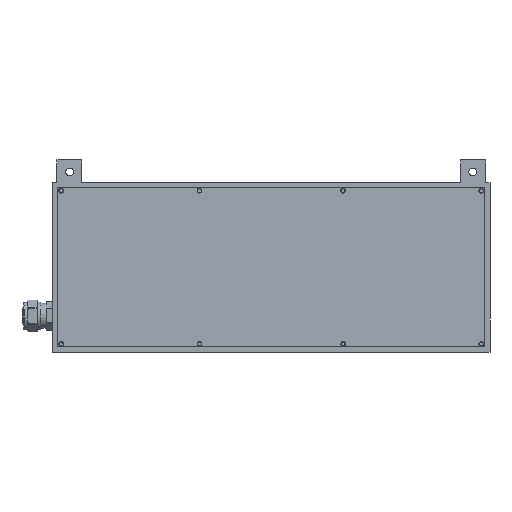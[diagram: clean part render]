
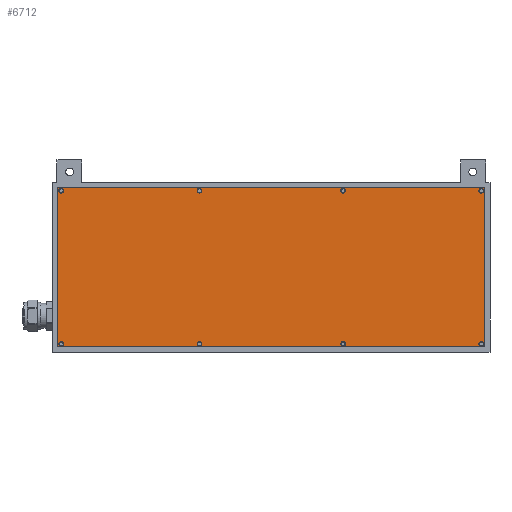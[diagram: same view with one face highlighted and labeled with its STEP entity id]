
A CAD part, top view. The second image highlights one B-rep face of the part: STEP entity #6712.
In plain terms, the highlighted planar face has unit normal (0, 0, 1).
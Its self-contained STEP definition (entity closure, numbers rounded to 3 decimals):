
#6712=ADVANCED_FACE('',(#6748,#6750,#6752,#6754,#6756,#6758,#6760,#6762,#6764),#6766,
.T.);
#6748=FACE_BOUND('',#6749,.T.);
#6749=EDGE_LOOP('',(#6867));
#6750=FACE_BOUND('',#6751,.T.);
#6751=EDGE_LOOP('',(#6868));
#6752=FACE_BOUND('',#6753,.T.);
#6753=EDGE_LOOP('',(#6869));
#6754=FACE_BOUND('',#6755,.T.);
#6755=EDGE_LOOP('',(#6870));
#6756=FACE_BOUND('',#6757,.T.);
#6757=EDGE_LOOP('',(#6871));
#6758=FACE_BOUND('',#6759,.T.);
#6759=EDGE_LOOP('',(#6872));
#6760=FACE_BOUND('',#6761,.T.);
#6761=EDGE_LOOP('',(#6873));
#6762=FACE_BOUND('',#6763,.T.);
#6763=EDGE_LOOP('',(#6874));
#6764=FACE_OUTER_BOUND('',#6765,.T.);
#6765=EDGE_LOOP('',(#6875,#6876,#6877,#6878));
#6766=PLANE('',#6767);
#6767=AXIS2_PLACEMENT_3D('',#6768,#6769,#6770);
#6768=CARTESIAN_POINT('',(0.,0.,3.));
#6769=DIRECTION('',(0.,0.,1.));
#6770=DIRECTION('',(1.,0.,0.));
#6867=ORIENTED_EDGE('',*,*,#6939,.T.);
#6868=ORIENTED_EDGE('',*,*,#6940,.T.);
#6869=ORIENTED_EDGE('',*,*,#6941,.T.);
#6870=ORIENTED_EDGE('',*,*,#6942,.T.);
#6871=ORIENTED_EDGE('',*,*,#6943,.T.);
#6872=ORIENTED_EDGE('',*,*,#6944,.T.);
#6873=ORIENTED_EDGE('',*,*,#6945,.T.);
#6874=ORIENTED_EDGE('',*,*,#6946,.T.);
#6875=ORIENTED_EDGE('',*,*,#6947,.T.);
#6876=ORIENTED_EDGE('',*,*,#6948,.T.);
#6877=ORIENTED_EDGE('',*,*,#6949,.T.);
#6878=ORIENTED_EDGE('',*,*,#6950,.T.);
#6939=EDGE_CURVE('',#6987,#6987,#6988,.F.);
#6940=EDGE_CURVE('',#6989,#6989,#6990,.F.);
#6941=EDGE_CURVE('',#6991,#6991,#6992,.F.);
#6942=EDGE_CURVE('',#6993,#6993,#6994,.F.);
#6943=EDGE_CURVE('',#6995,#6995,#6996,.F.);
#6944=EDGE_CURVE('',#6997,#6997,#6998,.F.);
#6945=EDGE_CURVE('',#6999,#6999,#7000,.F.);
#6946=EDGE_CURVE('',#7001,#7001,#7002,.F.);
#6947=EDGE_CURVE('',#7003,#7004,#7005,.T.);
#6948=EDGE_CURVE('',#7004,#7006,#7007,.T.);
#6949=EDGE_CURVE('',#7006,#7008,#7009,.T.);
#6950=EDGE_CURVE('',#7008,#7003,#7010,.T.);
#6987=VERTEX_POINT('',#7079);
#6988=CIRCLE('',#7080,2.);
#6989=VERTEX_POINT('',#7084);
#6990=CIRCLE('',#7085,2.);
#6991=VERTEX_POINT('',#7089);
#6992=CIRCLE('',#7090,2.);
#6993=VERTEX_POINT('',#7094);
#6994=CIRCLE('',#7095,2.);
#6995=VERTEX_POINT('',#7099);
#6996=CIRCLE('',#7100,2.);
#6997=VERTEX_POINT('',#7104);
#6998=CIRCLE('',#7105,2.);
#6999=VERTEX_POINT('',#7109);
#7000=CIRCLE('',#7110,2.);
#7001=VERTEX_POINT('',#7114);
#7002=CIRCLE('',#7115,2.);
#7003=VERTEX_POINT('',#7119);
#7004=VERTEX_POINT('',#7120);
#7005=LINE('',#7121,#7122);
#7006=VERTEX_POINT('',#7124);
#7007=LINE('',#7125,#7126);
#7008=VERTEX_POINT('',#7128);
#7009=LINE('',#7129,#7130);
#7010=LINE('',#7132,#7133);
#7079=CARTESIAN_POINT('',(61.5,63.5,3.));
#7080=AXIS2_PLACEMENT_3D('',#7081,#7082,#7083);
#7081=CARTESIAN_POINT('',(59.5,63.5,3.));
#7082=DIRECTION('',(0.,0.,1.));
#7083=DIRECTION('',(1.,0.,0.));
#7084=CARTESIAN_POINT('',(-57.5,63.5,3.));
#7085=AXIS2_PLACEMENT_3D('',#7086,#7087,#7088);
#7086=CARTESIAN_POINT('',(-59.5,63.5,3.));
#7087=DIRECTION('',(0.,0.,1.));
#7088=DIRECTION('',(1.,0.,0.));
#7089=CARTESIAN_POINT('',(61.5,-63.5,3.));
#7090=AXIS2_PLACEMENT_3D('',#7091,#7092,#7093);
#7091=CARTESIAN_POINT('',(59.5,-63.5,3.));
#7092=DIRECTION('',(0.,0.,1.));
#7093=DIRECTION('',(1.,0.,0.));
#7094=CARTESIAN_POINT('',(-57.5,-63.5,3.));
#7095=AXIS2_PLACEMENT_3D('',#7096,#7097,#7098);
#7096=CARTESIAN_POINT('',(-59.5,-63.5,3.));
#7097=DIRECTION('',(0.,0.,1.));
#7098=DIRECTION('',(1.,0.,0.));
#7099=CARTESIAN_POINT('',(176.,63.5,3.));
#7100=AXIS2_PLACEMENT_3D('',#7101,#7102,#7103);
#7101=CARTESIAN_POINT('',(174.,63.5,3.));
#7102=DIRECTION('',(0.,0.,1.));
#7103=DIRECTION('',(1.,0.,0.));
#7104=CARTESIAN_POINT('',(176.,-63.5,3.));
#7105=AXIS2_PLACEMENT_3D('',#7106,#7107,#7108);
#7106=CARTESIAN_POINT('',(174.,-63.5,3.));
#7107=DIRECTION('',(0.,0.,1.));
#7108=DIRECTION('',(1.,0.,0.));
#7109=CARTESIAN_POINT('',(-172.,-63.5,3.));
#7110=AXIS2_PLACEMENT_3D('',#7111,#7112,#7113);
#7111=CARTESIAN_POINT('',(-174.,-63.5,3.));
#7112=DIRECTION('',(0.,0.,1.));
#7113=DIRECTION('',(1.,0.,0.));
#7114=CARTESIAN_POINT('',(-172.,63.5,3.));
#7115=AXIS2_PLACEMENT_3D('',#7116,#7117,#7118);
#7116=CARTESIAN_POINT('',(-174.,63.5,3.));
#7117=DIRECTION('',(0.,0.,1.));
#7118=DIRECTION('',(1.,0.,0.));
#7119=CARTESIAN_POINT('',(176.749,65.749,3.));
#7120=CARTESIAN_POINT('',(-176.749,65.749,3.));
#7121=CARTESIAN_POINT('',(176.749,65.749,3.));
#7122=VECTOR('',#7123,1.);
#7123=DIRECTION('',(-1.,0.,0.));
#7124=CARTESIAN_POINT('',(-176.749,-65.749,3.));
#7125=CARTESIAN_POINT('',(-176.749,65.749,3.));
#7126=VECTOR('',#7127,1.);
#7127=DIRECTION('',(0.,-1.,0.));
#7128=CARTESIAN_POINT('',(176.749,-65.749,3.));
#7129=CARTESIAN_POINT('',(-176.749,-65.749,3.));
#7130=VECTOR('',#7131,1.);
#7131=DIRECTION('',(1.,0.,0.));
#7132=CARTESIAN_POINT('',(176.749,-65.749,3.));
#7133=VECTOR('',#7134,1.);
#7134=DIRECTION('',(0.,1.,0.));
